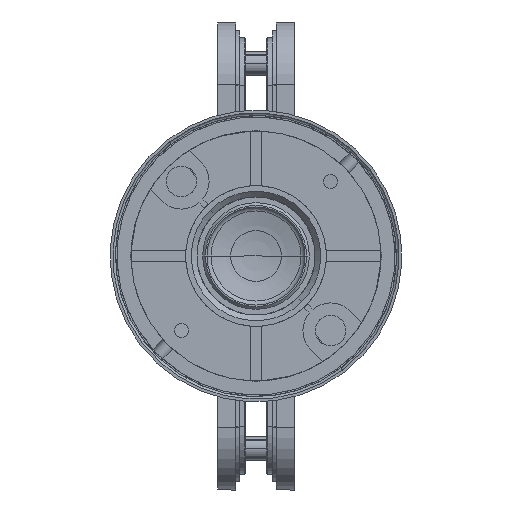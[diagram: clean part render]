
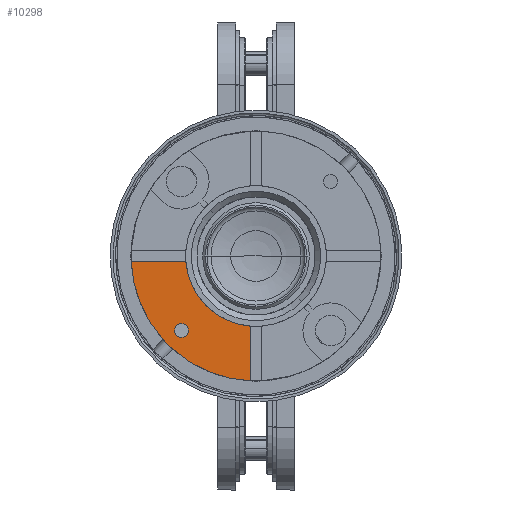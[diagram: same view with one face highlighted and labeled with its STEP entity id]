
A CAD part, front view. The second image highlights one B-rep face of the part: STEP entity #10298.
In plain terms, the highlighted planar face has unit normal (0, -1, 0).
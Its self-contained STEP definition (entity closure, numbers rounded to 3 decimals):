
#293 = CARTESIAN_POINT ( 'NONE',  ( -38., 4., 2.5 ) ) ;
#1804 = EDGE_LOOP ( 'NONE', ( #10021, #11768 ) ) ;
#1868 = ORIENTED_EDGE ( 'NONE', *, *, #6685, .F. ) ;
#1881 = CARTESIAN_POINT ( 'NONE',  ( -19.248, 4., -16.42 ) ) ;
#1991 = DIRECTION ( 'NONE',  ( 0., -1., 0. ) ) ;
#2318 = VECTOR ( 'NONE', #15061, 1000. ) ;
#2424 = CARTESIAN_POINT ( 'NONE',  ( -38., 4., -2.5 ) ) ;
#2808 = CIRCLE ( 'NONE', #13752, 2.5 ) ;
#2909 = DIRECTION ( 'NONE',  ( -0.707, 0., -0.707 ) ) ;
#3145 = DIRECTION ( 'NONE',  ( 0., 1., 0. ) ) ;
#3752 = EDGE_CURVE ( 'NONE', #9721, #15297, #7566, .T. ) ;
#3959 = ORIENTED_EDGE ( 'NONE', *, *, #11540, .F. ) ;
#4648 = DIRECTION ( 'NONE',  ( 0., 0., 1. ) ) ;
#5361 = DIRECTION ( 'NONE',  ( 0., 0., 1. ) ) ;
#6261 = CARTESIAN_POINT ( 'NONE',  ( 0., 4., 0. ) ) ;
#6685 = EDGE_CURVE ( 'NONE', #14324, #8831, #8925, .T. ) ;
#7566 = LINE ( 'NONE', #17044, #2318 ) ;
#8210 = CARTESIAN_POINT ( 'NONE',  ( -38., 4., 0. ) ) ;
#8831 = VERTEX_POINT ( 'NONE', #9615 ) ;
#8925 = LINE ( 'NONE', #20101, #19081 ) ;
#9163 = CARTESIAN_POINT ( 'NONE',  ( -19.248, 4., 16.42 ) ) ;
#9165 = CARTESIAN_POINT ( 'NONE',  ( 0., 4., 0. ) ) ;
#9615 = CARTESIAN_POINT ( 'NONE',  ( -33.203, 4., -30.374 ) ) ;
#9721 = VERTEX_POINT ( 'NONE', #11491 ) ;
#9729 = DIRECTION ( 'NONE',  ( 1., 0., 0. ) ) ;
#10021 = ORIENTED_EDGE ( 'NONE', *, *, #18905, .T. ) ;
#10212 = FACE_BOUND ( 'NONE', #1804, .T. ) ;
#10238 = AXIS2_PLACEMENT_3D ( 'NONE', #9165, #11614, #13320 ) ;
#10298 = ADVANCED_FACE ( 'NONE', ( #10212, #19668 ), #17707, .F. ) ;
#10485 = ORIENTED_EDGE ( 'NONE', *, *, #3752, .F. ) ;
#10903 = CARTESIAN_POINT ( 'NONE',  ( -38., 4., 0. ) ) ;
#11491 = CARTESIAN_POINT ( 'NONE',  ( -33.203, 4., 30.374 ) ) ;
#11540 = EDGE_CURVE ( 'NONE', #15297, #14324, #19327, .T. ) ;
#11614 = DIRECTION ( 'NONE',  ( 0., 1., 0. ) ) ;
#11768 = ORIENTED_EDGE ( 'NONE', *, *, #20112, .T. ) ;
#13320 = DIRECTION ( 'NONE',  ( 1., 0., 0. ) ) ;
#13752 = AXIS2_PLACEMENT_3D ( 'NONE', #8210, #14104, #4648 ) ;
#14009 = DIRECTION ( 'NONE',  ( 0., 1., 0. ) ) ;
#14104 = DIRECTION ( 'NONE',  ( 0., 1., 0. ) ) ;
#14324 = VERTEX_POINT ( 'NONE', #1881 ) ;
#14346 = AXIS2_PLACEMENT_3D ( 'NONE', #6261, #14009, #23360 ) ;
#15061 = DIRECTION ( 'NONE',  ( 0.707, 0., -0.707 ) ) ;
#15297 = VERTEX_POINT ( 'NONE', #9163 ) ;
#16934 = AXIS2_PLACEMENT_3D ( 'NONE', #10903, #3145, #5361 ) ;
#17044 = CARTESIAN_POINT ( 'NONE',  ( -33.203, 4., 30.374 ) ) ;
#17707 = PLANE ( 'NONE',  #14346 ) ;
#17763 = EDGE_CURVE ( 'NONE', #8831, #9721, #23576, .T. ) ;
#18510 = CIRCLE ( 'NONE', #16934, 2.5 ) ;
#18905 = EDGE_CURVE ( 'NONE', #21600, #19853, #2808, .T. ) ;
#19081 = VECTOR ( 'NONE', #2909, 1000. ) ;
#19327 = CIRCLE ( 'NONE', #24027, 25.3 ) ;
#19582 = ORIENTED_EDGE ( 'NONE', *, *, #17763, .F. ) ;
#19668 = FACE_OUTER_BOUND ( 'NONE', #20759, .T. ) ;
#19853 = VERTEX_POINT ( 'NONE', #2424 ) ;
#20101 = CARTESIAN_POINT ( 'NONE',  ( -19.248, 4., -16.42 ) ) ;
#20112 = EDGE_CURVE ( 'NONE', #19853, #21600, #18510, .T. ) ;
#20759 = EDGE_LOOP ( 'NONE', ( #1868, #3959, #10485, #19582 ) ) ;
#21600 = VERTEX_POINT ( 'NONE', #293 ) ;
#22749 = CARTESIAN_POINT ( 'NONE',  ( 0., 4., 0. ) ) ;
#23360 = DIRECTION ( 'NONE',  ( 0., 0., 1. ) ) ;
#23576 = CIRCLE ( 'NONE', #10238, 45. ) ;
#24027 = AXIS2_PLACEMENT_3D ( 'NONE', #22749, #1991, #9729 ) ;
